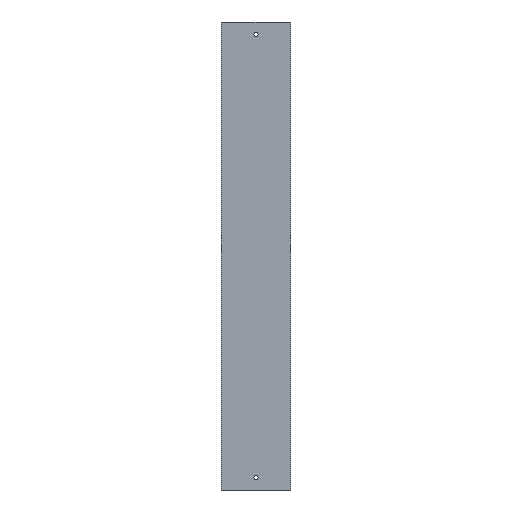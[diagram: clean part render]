
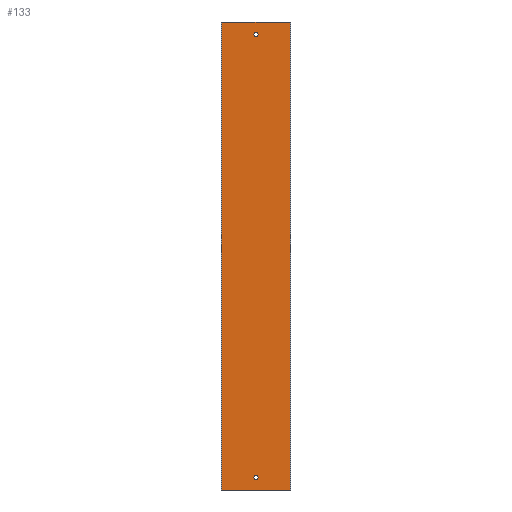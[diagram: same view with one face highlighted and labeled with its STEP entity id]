
A CAD part, front view. The second image highlights one B-rep face of the part: STEP entity #133.
In plain terms, the highlighted planar face has unit normal (0, -1, 0).
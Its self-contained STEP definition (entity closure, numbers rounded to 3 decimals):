
#3 = CARTESIAN_POINT ( 'NONE',  ( -41., 0., 560. ) ) ;
#12 = CARTESIAN_POINT ( 'NONE',  ( 41., 0., 560. ) ) ;
#13 = CARTESIAN_POINT ( 'NONE',  ( -41., 0., 0. ) ) ;
#15 = CARTESIAN_POINT ( 'NONE',  ( 41., 0., 0. ) ) ;
#17 = PLANE ( 'NONE',  #184 ) ;
#20 = CARTESIAN_POINT ( 'NONE',  ( -41., 0., 560. ) ) ;
#26 = DIRECTION ( 'NONE',  ( 0., 0., -1. ) ) ;
#30 = DIRECTION ( 'NONE',  ( 0., 1., 0. ) ) ;
#39 = DIRECTION ( 'NONE',  ( 1., 0., 0. ) ) ;
#40 = CARTESIAN_POINT ( 'NONE',  ( 41., 0., 560. ) ) ;
#44 = DIRECTION ( 'NONE',  ( 1., 0., 0. ) ) ;
#45 = DIRECTION ( 'NONE',  ( 0., 0., 1. ) ) ;
#46 = DIRECTION ( 'NONE',  ( 0., -1., 0. ) ) ;
#47 = CARTESIAN_POINT ( 'NONE',  ( 0., 0., 15. ) ) ;
#51 = DIRECTION ( 'NONE',  ( 0., 0., 1. ) ) ;
#52 = DIRECTION ( 'NONE',  ( 0., -1., 0. ) ) ;
#53 = CARTESIAN_POINT ( 'NONE',  ( 0., 0., 545. ) ) ;
#55 = CARTESIAN_POINT ( 'NONE',  ( -41., 0., 560. ) ) ;
#56 = CARTESIAN_POINT ( 'NONE',  ( -41., 0., 0. ) ) ;
#59 = DIRECTION ( 'NONE',  ( 0., 0., -1. ) ) ;
#61 = CARTESIAN_POINT ( 'NONE',  ( -41., 0., 560. ) ) ;
#122 = DIRECTION ( 'NONE',  ( 0., 0., 1. ) ) ;
#133 = ADVANCED_FACE ( 'NONE', ( #283, #277, #282 ), #17, .F. ) ;
#136 = AXIS2_PLACEMENT_3D ( 'NONE', #47, #46, #45 ) ;
#141 = AXIS2_PLACEMENT_3D ( 'NONE', #53, #52, #51 ) ;
#171 = EDGE_CURVE ( 'NONE', #322, #310, #262, .T. ) ;
#173 = EDGE_CURVE ( 'NONE', #238, #238, #260, .T. ) ;
#174 = EDGE_CURVE ( 'NONE', #239, #239, #254, .T. ) ;
#175 = EDGE_CURVE ( 'NONE', #310, #312, #256, .T. ) ;
#176 = EDGE_CURVE ( 'NONE', #322, #311, #255, .T. ) ;
#181 = EDGE_CURVE ( 'NONE', #311, #312, #258, .T. ) ;
#184 = AXIS2_PLACEMENT_3D ( 'NONE', #20, #30, #122 ) ;
#238 = VERTEX_POINT ( 'NONE', #437 ) ;
#239 = VERTEX_POINT ( 'NONE', #435 ) ;
#242 = VECTOR ( 'NONE', #26, 1000. ) ;
#252 = VECTOR ( 'NONE', #44, 1000. ) ;
#253 = VECTOR ( 'NONE', #39, 1000. ) ;
#254 = CIRCLE ( 'NONE', #136, 2.5 ) ;
#255 = LINE ( 'NONE', #55, #253 ) ;
#256 = LINE ( 'NONE', #56, #252 ) ;
#258 = LINE ( 'NONE', #40, #242 ) ;
#259 = VECTOR ( 'NONE', #59, 1000. ) ;
#260 = CIRCLE ( 'NONE', #141, 2.5 ) ;
#262 = LINE ( 'NONE', #61, #259 ) ;
#277 = FACE_BOUND ( 'NONE', #391, .T. ) ;
#282 = FACE_OUTER_BOUND ( 'NONE', #397, .T. ) ;
#283 = FACE_BOUND ( 'NONE', #395, .T. ) ;
#310 = VERTEX_POINT ( 'NONE', #13 ) ;
#311 = VERTEX_POINT ( 'NONE', #12 ) ;
#312 = VERTEX_POINT ( 'NONE', #15 ) ;
#322 = VERTEX_POINT ( 'NONE', #3 ) ;
#354 = ORIENTED_EDGE ( 'NONE', *, *, #171, .T. ) ;
#355 = ORIENTED_EDGE ( 'NONE', *, *, #176, .F. ) ;
#357 = ORIENTED_EDGE ( 'NONE', *, *, #181, .F. ) ;
#358 = ORIENTED_EDGE ( 'NONE', *, *, #175, .T. ) ;
#359 = ORIENTED_EDGE ( 'NONE', *, *, #174, .F. ) ;
#360 = ORIENTED_EDGE ( 'NONE', *, *, #173, .F. ) ;
#391 = EDGE_LOOP ( 'NONE', ( #359 ) ) ;
#395 = EDGE_LOOP ( 'NONE', ( #360 ) ) ;
#397 = EDGE_LOOP ( 'NONE', ( #358, #357, #355, #354 ) ) ;
#435 = CARTESIAN_POINT ( 'NONE',  ( 0., 0., 17.5 ) ) ;
#437 = CARTESIAN_POINT ( 'NONE',  ( 0., 0., 547.5 ) ) ;
